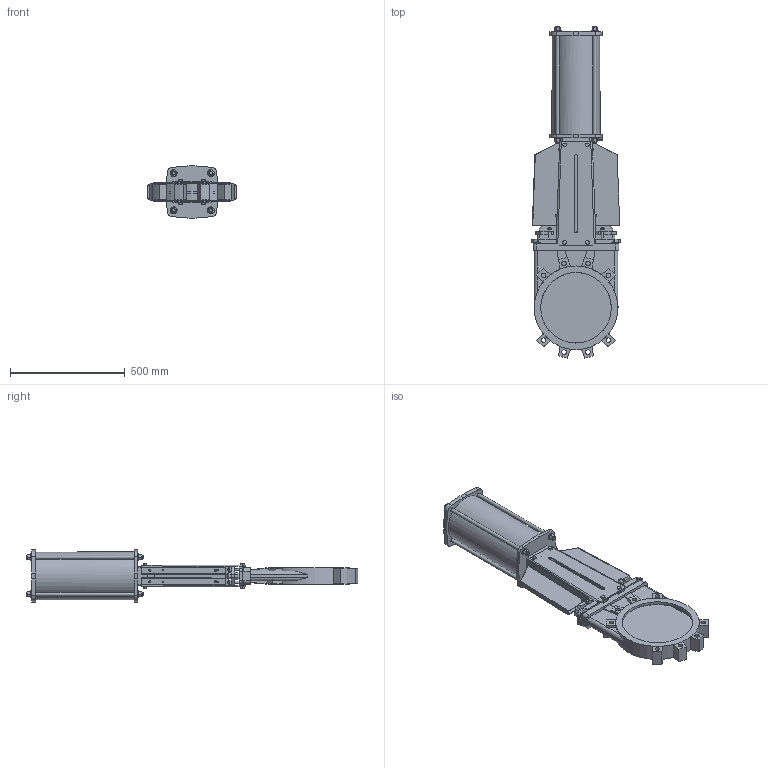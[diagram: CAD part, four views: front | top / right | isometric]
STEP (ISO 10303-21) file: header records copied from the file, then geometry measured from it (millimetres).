
FILE_DESCRIPTION( ( 'Unknown' ), '1' );
FILE_NAME( 'Stoffschieber DW- DN300.stp', 'Unknown', ( 'Unknown' ), ( 'Unknown' ), 'PSStep 13.0', 'Unknown', ' ' );
FILE_SCHEMA( ( 'AUTOMOTIVE_DESIGN { 1 0 10303 214 1 1 1 1 }' ) );
Length unit declared in the file: millimetre
Products named in the file (1): VG P DN300
Bounding box: 388 x 1449.17 x 228 mm (x, y, z)
Volume: 12059023.2 mm3; surface area: 2284859.1 mm2
Topology: 1 solids, 15 shells, 851 faces, 2161 edges, 1428 vertices
Faces by surface type: plane 589, cylinder 192, cone 62, torus 6, bspline 2
Full cylindrical faces by diameter (mm): 4.134 x2, 5 x8, 5.5 x8, 8.72 x8, 10 x16, 11 x1, 16 x16, 17 x4, 17.5 x4, 20 x12, 22 x4, 30 x9, 200 x1, 210 x1, 300 x2, 300.2 x1, 308 x1, 313.899 x1, 365 x1
Entity records: 31611 total; most frequent: CARTESIAN_POINT 4853, DIRECTION 4019, ORIENTED_EDGE 3980, EDGE_CURVE 1990, VERTEX_POINT 1377, AXIS2_PLACEMENT_3D 1345, LINE 1329, VECTOR 1329
